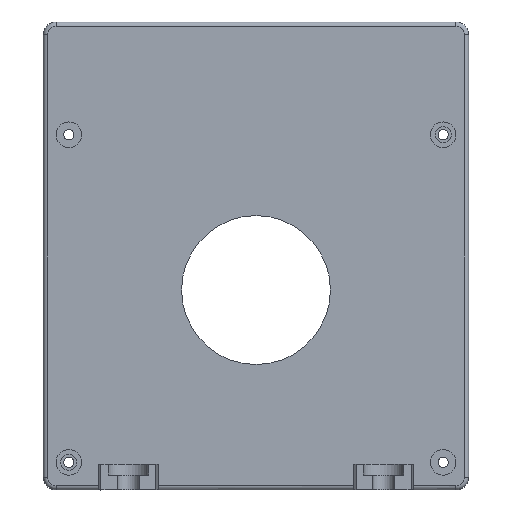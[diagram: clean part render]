
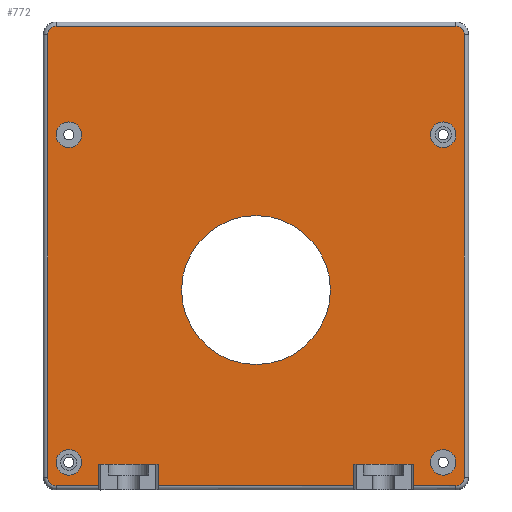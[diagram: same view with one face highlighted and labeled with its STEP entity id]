
A CAD part, front view. The second image highlights one B-rep face of the part: STEP entity #772.
In plain terms, the highlighted planar face has unit normal (0, -1, 0).
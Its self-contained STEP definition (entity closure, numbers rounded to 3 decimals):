
#387=FACE_BOUND('',#1747,.T.);
#388=FACE_BOUND('',#1748,.T.);
#389=FACE_BOUND('',#1749,.T.);
#390=FACE_BOUND('',#1750,.T.);
#391=FACE_BOUND('',#1751,.T.);
#392=FACE_BOUND('',#1752,.T.);
#498=CIRCLE('',#9187,3.);
#500=CIRCLE('',#9190,3.);
#502=CIRCLE('',#9193,3.);
#504=CIRCLE('',#9196,3.);
#520=CIRCLE('',#9248,2.);
#524=CIRCLE('',#9254,2.);
#534=CIRCLE('',#9272,2.);
#537=CIRCLE('',#9280,17.5);
#538=CIRCLE('',#9282,2.);
#772=ADVANCED_FACE('',(#387,#388,#389,#390,#391,#392),#1093,.F.);
#1093=PLANE('',#9283);
#1747=EDGE_LOOP('',(#2810,#2811,#2812,#2813,#2814,#2815,#2816,#2817,#2818,
#2819,#2820,#2821,#2822,#2823,#2824,#2825));
#1748=EDGE_LOOP('',(#2826));
#1749=EDGE_LOOP('',(#2827));
#1750=EDGE_LOOP('',(#2828));
#1751=EDGE_LOOP('',(#2829));
#1752=EDGE_LOOP('',(#2830));
#2810=ORIENTED_EDGE('',*,*,#5748,.T.);
#2811=ORIENTED_EDGE('',*,*,#5724,.F.);
#2812=ORIENTED_EDGE('',*,*,#5721,.T.);
#2813=ORIENTED_EDGE('',*,*,#5718,.F.);
#2814=ORIENTED_EDGE('',*,*,#5715,.T.);
#2815=ORIENTED_EDGE('',*,*,#5711,.T.);
#2816=ORIENTED_EDGE('',*,*,#5709,.F.);
#2817=ORIENTED_EDGE('',*,*,#5658,.F.);
#2818=ORIENTED_EDGE('',*,*,#5660,.T.);
#2819=ORIENTED_EDGE('',*,*,#5664,.T.);
#2820=ORIENTED_EDGE('',*,*,#5669,.F.);
#2821=ORIENTED_EDGE('',*,*,#5653,.F.);
#2822=ORIENTED_EDGE('',*,*,#5646,.T.);
#2823=ORIENTED_EDGE('',*,*,#5758,.F.);
#2824=ORIENTED_EDGE('',*,*,#5741,.T.);
#2825=ORIENTED_EDGE('',*,*,#5746,.F.);
#2826=ORIENTED_EDGE('',*,*,#5624,.F.);
#2827=ORIENTED_EDGE('',*,*,#5622,.F.);
#2828=ORIENTED_EDGE('',*,*,#5620,.F.);
#2829=ORIENTED_EDGE('',*,*,#5618,.F.);
#2830=ORIENTED_EDGE('',*,*,#5757,.T.);
#4432=VERTEX_POINT('',#13420);
#4434=VERTEX_POINT('',#13425);
#4436=VERTEX_POINT('',#13430);
#4438=VERTEX_POINT('',#13435);
#4457=VERTEX_POINT('',#13486);
#4458=VERTEX_POINT('',#13487);
#4461=VERTEX_POINT('',#13495);
#4464=VERTEX_POINT('',#13503);
#4468=VERTEX_POINT('',#13510);
#4469=VERTEX_POINT('',#13514);
#4473=VERTEX_POINT('',#13523);
#4500=VERTEX_POINT('',#13611);
#4501=VERTEX_POINT('',#13615);
#4504=VERTEX_POINT('',#13623);
#4506=VERTEX_POINT('',#13629);
#4508=VERTEX_POINT('',#13635);
#4510=VERTEX_POINT('',#13641);
#4520=VERTEX_POINT('',#13675);
#4521=VERTEX_POINT('',#13676);
#4523=VERTEX_POINT('',#13683);
#4528=VERTEX_POINT('',#13705);
#5618=EDGE_CURVE('',#4432,#4432,#498,.T.);
#5620=EDGE_CURVE('',#4434,#4434,#500,.T.);
#5622=EDGE_CURVE('',#4436,#4436,#502,.T.);
#5624=EDGE_CURVE('',#4438,#4438,#504,.T.);
#5646=EDGE_CURVE('',#4457,#4458,#6993,.T.);
#5653=EDGE_CURVE('',#4457,#4461,#6998,.T.);
#5658=EDGE_CURVE('',#4468,#4464,#7002,.T.);
#5660=EDGE_CURVE('',#4468,#4469,#7003,.T.);
#5664=EDGE_CURVE('',#4469,#4473,#7007,.T.);
#5669=EDGE_CURVE('',#4461,#4473,#7011,.T.);
#5709=EDGE_CURVE('',#4464,#4500,#7046,.T.);
#5711=EDGE_CURVE('',#4501,#4500,#7048,.T.);
#5715=EDGE_CURVE('',#4504,#4501,#7051,.T.);
#5718=EDGE_CURVE('',#4504,#4506,#520,.T.);
#5721=EDGE_CURVE('',#4508,#4506,#7053,.T.);
#5724=EDGE_CURVE('',#4508,#4510,#524,.T.);
#5741=EDGE_CURVE('',#4520,#4521,#7065,.T.);
#5746=EDGE_CURVE('',#4523,#4521,#534,.T.);
#5748=EDGE_CURVE('',#4523,#4510,#7067,.T.);
#5757=EDGE_CURVE('',#4528,#4528,#537,.T.);
#5758=EDGE_CURVE('',#4520,#4458,#538,.T.);
#6993=LINE('',#13485,#8185);
#6998=LINE('',#13500,#8190);
#7002=LINE('',#13511,#8194);
#7003=LINE('',#13516,#8195);
#7007=LINE('',#13524,#8199);
#7011=LINE('',#13533,#8203);
#7046=LINE('',#13610,#8238);
#7048=LINE('',#13614,#8240);
#7051=LINE('',#13622,#8243);
#7053=LINE('',#13634,#8245);
#7065=LINE('',#13674,#8257);
#7067=LINE('',#13687,#8259);
#8185=VECTOR('',#10311,1.);
#8190=VECTOR('',#10322,1.);
#8194=VECTOR('',#10330,1.);
#8195=VECTOR('',#10335,1.);
#8199=VECTOR('',#10341,1.);
#8203=VECTOR('',#10349,1.);
#8238=VECTOR('',#10422,1.);
#8240=VECTOR('',#10426,1.);
#8243=VECTOR('',#10433,1.);
#8245=VECTOR('',#10447,1.);
#8257=VECTOR('',#10491,1.);
#8259=VECTOR('',#10507,1.);
#9187=AXIS2_PLACEMENT_3D('',#13419,#10244,#10245);
#9190=AXIS2_PLACEMENT_3D('',#13424,#10250,#10251);
#9193=AXIS2_PLACEMENT_3D('',#13429,#10256,#10257);
#9196=AXIS2_PLACEMENT_3D('',#13434,#10262,#10263);
#9248=AXIS2_PLACEMENT_3D('',#13628,#10440,#10441);
#9254=AXIS2_PLACEMENT_3D('',#13640,#10454,#10455);
#9272=AXIS2_PLACEMENT_3D('',#13684,#10502,#10503);
#9280=AXIS2_PLACEMENT_3D('',#13704,#10526,#10527);
#9282=AXIS2_PLACEMENT_3D('',#13707,#10530,#10531);
#9283=AXIS2_PLACEMENT_3D('',#13708,#10532,#10533);
#10244=DIRECTION('',(0.,-1.,0.));
#10245=DIRECTION('',(1.,0.,0.));
#10250=DIRECTION('',(0.,-1.,0.));
#10251=DIRECTION('',(1.,0.,0.));
#10256=DIRECTION('',(0.,-1.,0.));
#10257=DIRECTION('',(1.,0.,0.));
#10262=DIRECTION('',(0.,-1.,0.));
#10263=DIRECTION('',(1.,0.,0.));
#10311=DIRECTION('',(1.,0.,0.));
#10322=DIRECTION('',(0.,0.,1.));
#10330=DIRECTION('',(0.,0.,1.));
#10335=DIRECTION('',(1.,0.,0.));
#10341=DIRECTION('',(0.,0.,1.));
#10349=DIRECTION('',(-1.,0.,0.));
#10422=DIRECTION('',(-1.,0.,0.));
#10426=DIRECTION('',(0.,0.,1.));
#10433=DIRECTION('',(1.,0.,0.));
#10440=DIRECTION('',(0.,1.,0.));
#10441=DIRECTION('',(0.,0.,-1.));
#10447=DIRECTION('',(0.,0.,-1.));
#10454=DIRECTION('',(0.,1.,0.));
#10455=DIRECTION('',(-1.,0.,0.));
#10491=DIRECTION('',(0.,0.,1.));
#10502=DIRECTION('',(0.,1.,0.));
#10503=DIRECTION('',(0.,0.,1.));
#10507=DIRECTION('',(-1.,0.,0.));
#10526=DIRECTION('',(0.,1.,0.));
#10527=DIRECTION('',(-1.,0.,0.));
#10530=DIRECTION('',(0.,1.,0.));
#10531=DIRECTION('',(1.,0.,0.));
#10532=DIRECTION('',(0.,1.,0.));
#10533=DIRECTION('',(1.,0.,0.));
#13419=CARTESIAN_POINT('',(25.559,-62.67,0.372));
#13420=CARTESIAN_POINT('',(28.559,-62.67,0.372));
#13424=CARTESIAN_POINT('',(113.559,-62.67,0.372));
#13425=CARTESIAN_POINT('',(116.559,-62.67,0.372));
#13429=CARTESIAN_POINT('',(113.559,-62.67,77.372));
#13430=CARTESIAN_POINT('',(116.559,-62.67,77.372));
#13434=CARTESIAN_POINT('',(25.559,-62.67,77.372));
#13435=CARTESIAN_POINT('',(28.559,-62.67,77.372));
#13485=CARTESIAN_POINT('',(106.559,-62.67,-5.128));
#13486=CARTESIAN_POINT('',(106.559,-62.67,-5.128));
#13487=CARTESIAN_POINT('',(116.559,-62.67,-5.128));
#13495=CARTESIAN_POINT('',(106.559,-62.67,-0.128));
#13500=CARTESIAN_POINT('',(106.559,-62.67,-5.128));
#13503=CARTESIAN_POINT('',(46.559,-62.67,-0.128));
#13510=CARTESIAN_POINT('',(46.559,-62.67,-5.128));
#13511=CARTESIAN_POINT('',(46.559,-62.67,-5.128));
#13514=CARTESIAN_POINT('',(92.559,-62.67,-5.128));
#13516=CARTESIAN_POINT('',(46.559,-62.67,-5.128));
#13523=CARTESIAN_POINT('',(92.559,-62.67,-0.128));
#13524=CARTESIAN_POINT('',(92.559,-62.67,-5.128));
#13533=CARTESIAN_POINT('',(106.559,-62.67,-0.128));
#13610=CARTESIAN_POINT('',(46.559,-62.67,-0.128));
#13611=CARTESIAN_POINT('',(32.559,-62.67,-0.128));
#13614=CARTESIAN_POINT('',(32.559,-62.67,-5.128));
#13615=CARTESIAN_POINT('',(32.559,-62.67,-5.128));
#13622=CARTESIAN_POINT('',(22.559,-62.67,-5.128));
#13623=CARTESIAN_POINT('',(22.559,-62.67,-5.128));
#13628=CARTESIAN_POINT('',(22.559,-62.67,-3.128));
#13629=CARTESIAN_POINT('',(20.559,-62.67,-3.128));
#13634=CARTESIAN_POINT('',(20.559,-62.67,100.872));
#13635=CARTESIAN_POINT('',(20.559,-62.67,100.872));
#13640=CARTESIAN_POINT('',(22.559,-62.67,100.872));
#13641=CARTESIAN_POINT('',(22.559,-62.67,102.872));
#13674=CARTESIAN_POINT('',(118.559,-62.67,-3.128));
#13675=CARTESIAN_POINT('',(118.559,-62.67,-3.128));
#13676=CARTESIAN_POINT('',(118.559,-62.67,100.872));
#13683=CARTESIAN_POINT('',(116.559,-62.67,102.872));
#13684=CARTESIAN_POINT('',(116.559,-62.67,100.872));
#13687=CARTESIAN_POINT('',(116.559,-62.67,102.872));
#13704=CARTESIAN_POINT('',(69.559,-62.67,40.872));
#13705=CARTESIAN_POINT('',(52.059,-62.67,40.872));
#13707=CARTESIAN_POINT('',(116.559,-62.67,-3.128));
#13708=CARTESIAN_POINT('',(69.559,-62.67,48.872));
